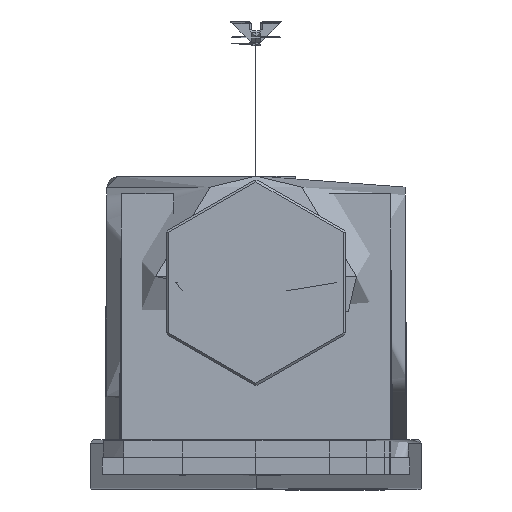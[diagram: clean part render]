
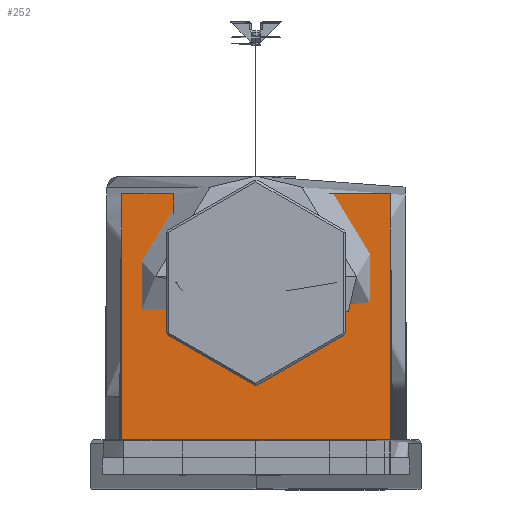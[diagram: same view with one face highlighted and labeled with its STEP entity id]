
A CAD part, left-side view. The second image highlights one B-rep face of the part: STEP entity #252.
In plain terms, the highlighted planar face has unit normal (1, 0, -0.009).
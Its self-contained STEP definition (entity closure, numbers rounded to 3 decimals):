
#96=FACE_BOUND('',#4990,.T.);
#252=ADVANCED_FACE('',(#2619,#96),#36117,.T.);
#2619=FACE_OUTER_BOUND('',#4989,.T.);
#4989=EDGE_LOOP('',(#7593,#7594,#7595,#7596,#7597,#7598,#7599,#7600,#7601,
#7602,#7603));
#4990=EDGE_LOOP('',(#7604,#7605));
#7593=ORIENTED_EDGE('',*,*,#19750,.F.);
#7594=ORIENTED_EDGE('',*,*,#19751,.T.);
#7595=ORIENTED_EDGE('',*,*,#19752,.T.);
#7596=ORIENTED_EDGE('',*,*,#19753,.T.);
#7597=ORIENTED_EDGE('',*,*,#19754,.T.);
#7598=ORIENTED_EDGE('',*,*,#19755,.T.);
#7599=ORIENTED_EDGE('',*,*,#19756,.T.);
#7600=ORIENTED_EDGE('',*,*,#19757,.T.);
#7601=ORIENTED_EDGE('',*,*,#19758,.T.);
#7602=ORIENTED_EDGE('',*,*,#19759,.T.);
#7603=ORIENTED_EDGE('',*,*,#19736,.F.);
#7604=ORIENTED_EDGE('',*,*,#19761,.T.);
#7605=ORIENTED_EDGE('',*,*,#19760,.T.);
#19736=EDGE_CURVE('',#32119,#32123,#25885,.T.);
#19750=EDGE_CURVE('',#32122,#32119,#25889,.T.);
#19751=EDGE_CURVE('',#32122,#32137,#29892,.T.);
#19752=EDGE_CURVE('',#32137,#32138,#25890,.T.);
#19753=EDGE_CURVE('',#32138,#32139,#25891,.T.);
#19754=EDGE_CURVE('',#32139,#32140,#29893,.T.);
#19755=EDGE_CURVE('',#32140,#32141,#29894,.T.);
#19756=EDGE_CURVE('',#32141,#32142,#25892,.T.);
#19757=EDGE_CURVE('',#32142,#32143,#29895,.T.);
#19758=EDGE_CURVE('',#32143,#32144,#29896,.T.);
#19759=EDGE_CURVE('',#32144,#32123,#25893,.T.);
#19760=EDGE_CURVE('',#32145,#32146,#25894,.T.);
#19761=EDGE_CURVE('',#32146,#32145,#25895,.T.);
#25885=B_SPLINE_CURVE_WITH_KNOTS('',3,(#51467,#51468,#51469,#51470),
 .UNSPECIFIED.,.F.,.F.,(4,4),(-1.5,0.),.UNSPECIFIED.);
#25889=B_SPLINE_CURVE_WITH_KNOTS('',3,(#51621,#51622,#51623,#51624),
 .UNSPECIFIED.,.F.,.F.,(4,4),(0.,9.1),.UNSPECIFIED.);
#25890=B_SPLINE_CURVE_WITH_KNOTS('',3,(#51628,#51629,#51630,#51631,#51632,
#51633),.UNSPECIFIED.,.F.,.F.,(4,2,4),(-3.354,-1.673,
0.),.UNSPECIFIED.);
#25891=B_SPLINE_CURVE_WITH_KNOTS('',3,(#51634,#51635,#51636,#51637),
 .UNSPECIFIED.,.F.,.F.,(4,4),(0.,0.251),.UNSPECIFIED.);
#25892=B_SPLINE_CURVE_WITH_KNOTS('',1,(#51643,#51644),.UNSPECIFIED.,.F.,
 .F.,(2,2),(-29.606,-29.345),.UNSPECIFIED.);
#25893=B_SPLINE_CURVE_WITH_KNOTS('',3,(#51650,#51651,#51652,#51653),
 .UNSPECIFIED.,.F.,.F.,(4,4),(0.,9.1),.UNSPECIFIED.);
#25894=B_SPLINE_CURVE_WITH_KNOTS('',3,(#51654,#51655,#51656,#51657,#51658,
#51659),.UNSPECIFIED.,.F.,.F.,(4,2,4),(0.,7.077,14.152),
 .UNSPECIFIED.);
#25895=B_SPLINE_CURVE_WITH_KNOTS('',3,(#51660,#51661,#51662,#51663,#51664,
#51665,#51666,#51667),.UNSPECIFIED.,.F.,.F.,(4,2,2,4),(14.152,
14.154,21.229,28.303),.UNSPECIFIED.);
#29892=(
BOUNDED_CURVE()
B_SPLINE_CURVE(2,(#51625,#51626,#51627),.UNSPECIFIED.,.F.,.F.)
B_SPLINE_CURVE_WITH_KNOTS((3,3),(81.667,81.72),
 .UNSPECIFIED.)
CURVE()
GEOMETRIC_REPRESENTATION_ITEM()
RATIONAL_B_SPLINE_CURVE((1.,1.,1.))
REPRESENTATION_ITEM('')
);
#29893=(
BOUNDED_CURVE()
B_SPLINE_CURVE(2,(#51638,#51639,#51640),.UNSPECIFIED.,.F.,.F.)
B_SPLINE_CURVE_WITH_KNOTS((3,3),(81.741,81.862),
 .UNSPECIFIED.)
CURVE()
GEOMETRIC_REPRESENTATION_ITEM()
RATIONAL_B_SPLINE_CURVE((1.,1.,1.))
REPRESENTATION_ITEM('')
);
#29894=(
BOUNDED_CURVE()
B_SPLINE_CURVE(1,(#51641,#51642),.UNSPECIFIED.,.F.,.F.)
B_SPLINE_CURVE_WITH_KNOTS((2,2),(-25.101,0.),.UNSPECIFIED.)
CURVE()
GEOMETRIC_REPRESENTATION_ITEM()
RATIONAL_B_SPLINE_CURVE((1.,1.))
REPRESENTATION_ITEM('')
);
#29895=(
BOUNDED_CURVE()
B_SPLINE_CURVE(1,(#51645,#51646),.UNSPECIFIED.,.F.,.F.)
B_SPLINE_CURVE_WITH_KNOTS((2,2),(0.,25.101),.UNSPECIFIED.)
CURVE()
GEOMETRIC_REPRESENTATION_ITEM()
RATIONAL_B_SPLINE_CURVE((1.,1.))
REPRESENTATION_ITEM('')
);
#29896=(
BOUNDED_CURVE()
B_SPLINE_CURVE(2,(#51647,#51648,#51649),.UNSPECIFIED.,.F.,.F.)
B_SPLINE_CURVE_WITH_KNOTS((3,3),(81.6,81.651),
 .UNSPECIFIED.)
CURVE()
GEOMETRIC_REPRESENTATION_ITEM()
RATIONAL_B_SPLINE_CURVE((1.,1.,1.))
REPRESENTATION_ITEM('')
);
#32119=VERTEX_POINT('',#49119);
#32122=VERTEX_POINT('',#49122);
#32123=VERTEX_POINT('',#49123);
#32137=VERTEX_POINT('',#49137);
#32138=VERTEX_POINT('',#49138);
#32139=VERTEX_POINT('',#49139);
#32140=VERTEX_POINT('',#49140);
#32141=VERTEX_POINT('',#49141);
#32142=VERTEX_POINT('',#49142);
#32143=VERTEX_POINT('',#49143);
#32144=VERTEX_POINT('',#49144);
#32145=VERTEX_POINT('',#49145);
#32146=VERTEX_POINT('',#49146);
#36117=PLANE('',#38644);
#38644=AXIS2_PLACEMENT_3D('',#47264,#40019,$);
#40019=DIRECTION('',(1.,0.,-0.009));
#47264=CARTESIAN_POINT('',(-12.1,12.031,-21.7));
#49119=CARTESIAN_POINT('',(-11.96,5.879,-5.7));
#49122=CARTESIAN_POINT('',(-11.881,5.879,3.4));
#49123=CARTESIAN_POINT('',(-11.96,7.379,-5.7));
#49137=CARTESIAN_POINT('',(-11.881,0.969,3.4));
#49138=CARTESIAN_POINT('',(-11.883,-1.,3.151));
#49139=CARTESIAN_POINT('',(-11.881,-0.969,3.4));
#49140=CARTESIAN_POINT('',(-11.881,-12.031,3.4));
#49141=CARTESIAN_POINT('',(-12.1,-12.031,-21.7));
#49142=CARTESIAN_POINT('',(-12.1,12.031,-21.7));
#49143=CARTESIAN_POINT('',(-11.881,12.031,3.4));
#49144=CARTESIAN_POINT('',(-11.881,7.379,3.4));
#49145=CARTESIAN_POINT('',(-11.946,4.525,-4.));
#49146=CARTESIAN_POINT('',(-11.946,-4.525,-4.));
#51467=CARTESIAN_POINT('',(-11.96,5.879,-5.7));
#51468=CARTESIAN_POINT('',(-11.96,6.379,-5.7));
#51469=CARTESIAN_POINT('',(-11.96,6.879,-5.7));
#51470=CARTESIAN_POINT('',(-11.96,7.379,-5.7));
#51621=CARTESIAN_POINT('',(-11.881,5.879,3.4));
#51622=CARTESIAN_POINT('',(-11.907,5.879,0.367));
#51623=CARTESIAN_POINT('',(-11.934,5.879,-2.667));
#51624=CARTESIAN_POINT('',(-11.96,5.879,-5.7));
#51625=CARTESIAN_POINT('',(-11.881,5.879,3.4));
#51626=CARTESIAN_POINT('',(-11.881,3.424,3.4));
#51627=CARTESIAN_POINT('',(-11.881,0.969,3.4));
#51628=CARTESIAN_POINT('',(-11.881,0.969,3.4));
#51629=CARTESIAN_POINT('',(-11.886,1.119,2.815));
#51630=CARTESIAN_POINT('',(-11.891,0.723,2.231));
#51631=CARTESIAN_POINT('',(-11.892,-0.475,2.082));
#51632=CARTESIAN_POINT('',(-11.888,-1.,2.549));
#51633=CARTESIAN_POINT('',(-11.883,-1.,3.151));
#51634=CARTESIAN_POINT('',(-11.883,-1.,3.151));
#51635=CARTESIAN_POINT('',(-11.882,-1.,3.236));
#51636=CARTESIAN_POINT('',(-11.882,-0.99,3.318));
#51637=CARTESIAN_POINT('',(-11.881,-0.969,3.4));
#51638=CARTESIAN_POINT('',(-11.881,-0.969,3.4));
#51639=CARTESIAN_POINT('',(-11.881,-6.5,3.4));
#51640=CARTESIAN_POINT('',(-11.881,-12.031,3.4));
#51641=CARTESIAN_POINT('',(-11.881,-12.031,3.4));
#51642=CARTESIAN_POINT('',(-12.1,-12.031,-21.7));
#51643=CARTESIAN_POINT('',(-12.1,-12.031,-21.7));
#51644=CARTESIAN_POINT('',(-12.1,12.031,-21.7));
#51645=CARTESIAN_POINT('',(-12.1,12.031,-21.7));
#51646=CARTESIAN_POINT('',(-11.881,12.031,3.4));
#51647=CARTESIAN_POINT('',(-11.881,12.031,3.4));
#51648=CARTESIAN_POINT('',(-11.881,9.705,3.4));
#51649=CARTESIAN_POINT('',(-11.881,7.379,3.4));
#51650=CARTESIAN_POINT('',(-11.881,7.379,3.4));
#51651=CARTESIAN_POINT('',(-11.907,7.379,0.367));
#51652=CARTESIAN_POINT('',(-11.934,7.379,-2.667));
#51653=CARTESIAN_POINT('',(-11.96,7.379,-5.7));
#51654=CARTESIAN_POINT('',(-11.946,4.525,-4.));
#51655=CARTESIAN_POINT('',(-11.967,4.525,-6.499));
#51656=CARTESIAN_POINT('',(-11.985,2.499,-8.525));
#51657=CARTESIAN_POINT('',(-11.985,-2.5,-8.525));
#51658=CARTESIAN_POINT('',(-11.967,-4.525,-6.499));
#51659=CARTESIAN_POINT('',(-11.946,-4.525,-4.));
#51660=CARTESIAN_POINT('',(-11.946,-4.525,-4.));
#51661=CARTESIAN_POINT('',(-11.946,-4.525,-3.999));
#51662=CARTESIAN_POINT('',(-11.946,-4.525,-3.998));
#51663=CARTESIAN_POINT('',(-11.924,-4.524,-1.499));
#51664=CARTESIAN_POINT('',(-11.906,-2.497,0.526));
#51665=CARTESIAN_POINT('',(-11.906,2.5,0.524));
#51666=CARTESIAN_POINT('',(-11.924,4.525,-1.502));
#51667=CARTESIAN_POINT('',(-11.946,4.525,-4.));
